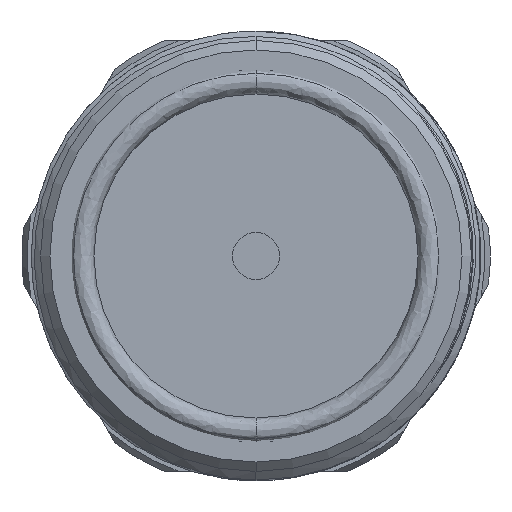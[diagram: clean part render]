
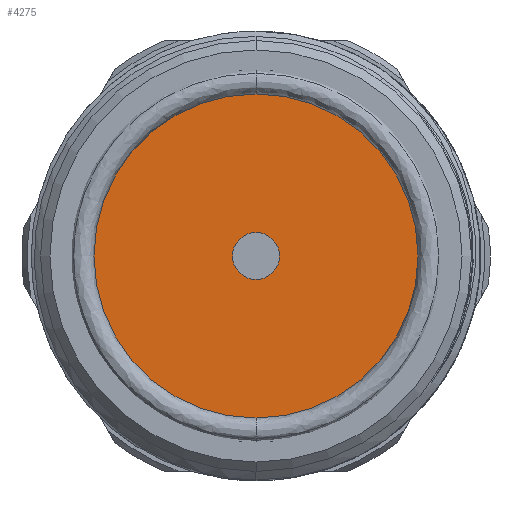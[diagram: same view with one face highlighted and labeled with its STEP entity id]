
A CAD part, front view. The second image highlights one B-rep face of the part: STEP entity #4275.
In plain terms, the highlighted planar face has unit normal (0, -1, 0).
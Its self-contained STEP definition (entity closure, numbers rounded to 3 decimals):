
#247 = VERTEX_POINT ( 'NONE', #3586 ) ;
#537 = AXIS2_PLACEMENT_3D ( 'NONE', #4488, #910, #5095 ) ;
#687 = EDGE_LOOP ( 'NONE', ( #1367, #4027 ) ) ;
#717 = VERTEX_POINT ( 'NONE', #4964 ) ;
#758 = EDGE_CURVE ( 'NONE', #247, #2590, #2314, .T. ) ;
#767 = CARTESIAN_POINT ( 'NONE',  ( 0., 33., -2.5 ) ) ;
#910 = DIRECTION ( 'NONE',  ( 0., 1., 0. ) ) ;
#1257 = VERTEX_POINT ( 'NONE', #767 ) ;
#1367 = ORIENTED_EDGE ( 'NONE', *, *, #6975, .T. ) ;
#1788 = CARTESIAN_POINT ( 'NONE',  ( 0., 33., 0. ) ) ;
#1953 = DIRECTION ( 'NONE',  ( 0., 1., 0. ) ) ;
#2102 = DIRECTION ( 'NONE',  ( 0., 1., 0. ) ) ;
#2314 = CIRCLE ( 'NONE', #3302, 19.5 ) ;
#2400 = DIRECTION ( 'NONE',  ( 0., 0., -1. ) ) ;
#2590 = VERTEX_POINT ( 'NONE', #6585 ) ;
#2779 = FACE_BOUND ( 'NONE', #687, .T. ) ;
#3232 = ORIENTED_EDGE ( 'NONE', *, *, #6001, .F. ) ;
#3302 = AXIS2_PLACEMENT_3D ( 'NONE', #6150, #1953, #5530 ) ;
#3566 = AXIS2_PLACEMENT_3D ( 'NONE', #6493, #7779, #4177 ) ;
#3586 = CARTESIAN_POINT ( 'NONE',  ( 0., 33., 19.5 ) ) ;
#3588 = PLANE ( 'NONE',  #3566 ) ;
#4027 = ORIENTED_EDGE ( 'NONE', *, *, #7636, .T. ) ;
#4177 = DIRECTION ( 'NONE',  ( 0., 0., -1. ) ) ;
#4182 = AXIS2_PLACEMENT_3D ( 'NONE', #1788, #5982, #2400 ) ;
#4275 = ADVANCED_FACE ( 'NONE', ( #2779, #6795 ), #3588, .T. ) ;
#4488 = CARTESIAN_POINT ( 'NONE',  ( 0., 33., 0. ) ) ;
#4532 = AXIS2_PLACEMENT_3D ( 'NONE', #5693, #2102, #6305 ) ;
#4964 = CARTESIAN_POINT ( 'NONE',  ( 0., 33., 2.5 ) ) ;
#5095 = DIRECTION ( 'NONE',  ( 0., 0., -1. ) ) ;
#5123 = ORIENTED_EDGE ( 'NONE', *, *, #758, .F. ) ;
#5530 = DIRECTION ( 'NONE',  ( 0., 0., -1. ) ) ;
#5693 = CARTESIAN_POINT ( 'NONE',  ( 0., 33., 0. ) ) ;
#5770 = EDGE_LOOP ( 'NONE', ( #5123, #3232 ) ) ;
#5982 = DIRECTION ( 'NONE',  ( 0., 1., 0. ) ) ;
#6001 = EDGE_CURVE ( 'NONE', #2590, #247, #6551, .T. ) ;
#6150 = CARTESIAN_POINT ( 'NONE',  ( 0., 33., 0. ) ) ;
#6273 = CIRCLE ( 'NONE', #4532, 2.5 ) ;
#6305 = DIRECTION ( 'NONE',  ( 0., 0., -1. ) ) ;
#6493 = CARTESIAN_POINT ( 'NONE',  ( 0., 33., 0. ) ) ;
#6551 = CIRCLE ( 'NONE', #4182, 19.5 ) ;
#6585 = CARTESIAN_POINT ( 'NONE',  ( 0., 33., -19.5 ) ) ;
#6741 = CIRCLE ( 'NONE', #537, 2.5 ) ;
#6795 = FACE_OUTER_BOUND ( 'NONE', #5770, .T. ) ;
#6975 = EDGE_CURVE ( 'NONE', #1257, #717, #6741, .T. ) ;
#7636 = EDGE_CURVE ( 'NONE', #717, #1257, #6273, .T. ) ;
#7779 = DIRECTION ( 'NONE',  ( 0., -1., 0. ) ) ;
